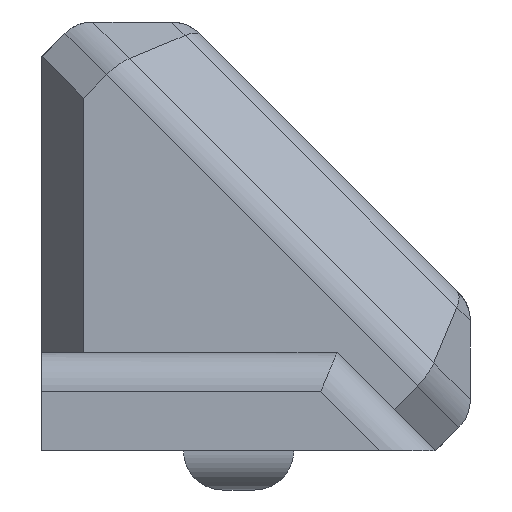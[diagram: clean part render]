
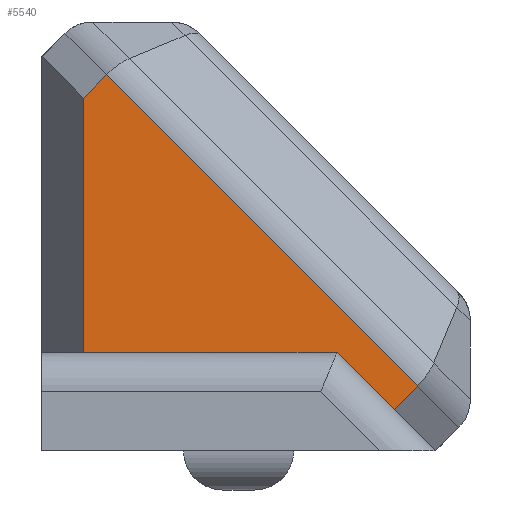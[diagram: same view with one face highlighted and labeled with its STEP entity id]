
A CAD part, front view. The second image highlights one B-rep face of the part: STEP entity #5540.
In plain terms, the highlighted planar face has unit normal (0, -1, 0).
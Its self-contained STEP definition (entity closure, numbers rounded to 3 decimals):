
#245=ELLIPSE('',#5866,2.828,2.);
#249=ELLIPSE('',#5872,2.828,2.);
#321=FACE_OUTER_BOUND('',#642,.T.);
#642=EDGE_LOOP('',(#3760,#3761,#3762,#3763,#3764,#3765,#3766,#3767));
#979=LINE('',#7991,#1646);
#988=LINE('',#8009,#1655);
#990=LINE('',#8014,#1657);
#995=LINE('',#8029,#1662);
#1018=LINE('',#8096,#1685);
#1019=LINE('',#8097,#1686);
#1646=VECTOR('',#6363,10.);
#1655=VECTOR('',#6380,10.);
#1657=VECTOR('',#6384,10.);
#1662=VECTOR('',#6399,10.);
#1685=VECTOR('',#6474,10.);
#1686=VECTOR('',#6475,10.);
#2313=VERTEX_POINT('',#7988);
#2314=VERTEX_POINT('',#7990);
#2319=VERTEX_POINT('',#8008);
#2320=VERTEX_POINT('',#8012);
#2321=VERTEX_POINT('',#8013);
#2323=VERTEX_POINT('',#8020);
#2326=VERTEX_POINT('',#8028);
#2344=VERTEX_POINT('',#8095);
#2845=EDGE_CURVE('',#2313,#2314,#979,.T.);
#2855=EDGE_CURVE('',#2319,#2314,#988,.T.);
#2857=EDGE_CURVE('',#2320,#2321,#990,.T.);
#2861=EDGE_CURVE('',#2321,#2323,#245,.T.);
#2865=EDGE_CURVE('',#2323,#2326,#995,.T.);
#2868=EDGE_CURVE('',#2326,#2319,#249,.T.);
#2899=EDGE_CURVE('',#2313,#2344,#1018,.T.);
#2900=EDGE_CURVE('',#2320,#2344,#1019,.T.);
#3760=ORIENTED_EDGE('',*,*,#2845,.F.);
#3761=ORIENTED_EDGE('',*,*,#2899,.T.);
#3762=ORIENTED_EDGE('',*,*,#2900,.F.);
#3763=ORIENTED_EDGE('',*,*,#2857,.T.);
#3764=ORIENTED_EDGE('',*,*,#2861,.T.);
#3765=ORIENTED_EDGE('',*,*,#2865,.T.);
#3766=ORIENTED_EDGE('',*,*,#2868,.T.);
#3767=ORIENTED_EDGE('',*,*,#2855,.T.);
#5304=PLANE('',#5895);
#5540=ADVANCED_FACE('',(#321),#5304,.T.);
#5866=AXIS2_PLACEMENT_3D('',#8021,#6390,#6391);
#5872=AXIS2_PLACEMENT_3D('',#8034,#6405,#6406);
#5895=AXIS2_PLACEMENT_3D('',#8094,#6472,#6473);
#6363=DIRECTION('',(0.,0.,1.));
#6380=DIRECTION('',(-0.707,0.,-0.707));
#6384=DIRECTION('',(0.707,0.,0.707));
#6390=DIRECTION('center_axis',(0.,-1.,0.));
#6391=DIRECTION('ref_axis',(0.707,0.,-0.707));
#6399=DIRECTION('',(-0.707,0.,0.707));
#6405=DIRECTION('center_axis',(0.,-1.,0.));
#6406=DIRECTION('ref_axis',(-0.707,0.,0.707));
#6472=DIRECTION('center_axis',(0.,-1.,0.));
#6473=DIRECTION('ref_axis',(0.,0.,-1.));
#6474=DIRECTION('',(1.,0.,0.));
#6475=DIRECTION('',(-0.707,0.,0.707));
#7988=CARTESIAN_POINT('',(2.1,-5.,5.));
#7990=CARTESIAN_POINT('',(2.1,-5.,17.901));
#7991=CARTESIAN_POINT('',(2.1,-5.,5.));
#8008=CARTESIAN_POINT('',(3.282,-5.,19.082));
#8009=CARTESIAN_POINT('',(2.1,-5.,17.9));
#8012=CARTESIAN_POINT('',(17.9,-5.,2.1));
#8013=CARTESIAN_POINT('',(19.082,-5.,3.282));
#8014=CARTESIAN_POINT('',(17.9,-5.,2.1));
#8020=CARTESIAN_POINT('',(19.111,-5.,3.311));
#8021=CARTESIAN_POINT('Origin',(17.082,-5.,5.282));
#8028=CARTESIAN_POINT('',(3.311,-5.,19.111));
#8029=CARTESIAN_POINT('',(4.725,-5.,17.697));
#8034=CARTESIAN_POINT('Origin',(5.282,-5.,17.082));
#8094=CARTESIAN_POINT('Origin',(10.,-5.,10.));
#8095=CARTESIAN_POINT('',(15.,-5.,5.));
#8096=CARTESIAN_POINT('',(12.5,-5.,5.));
#8097=CARTESIAN_POINT('',(7.457,-5.,12.543));
